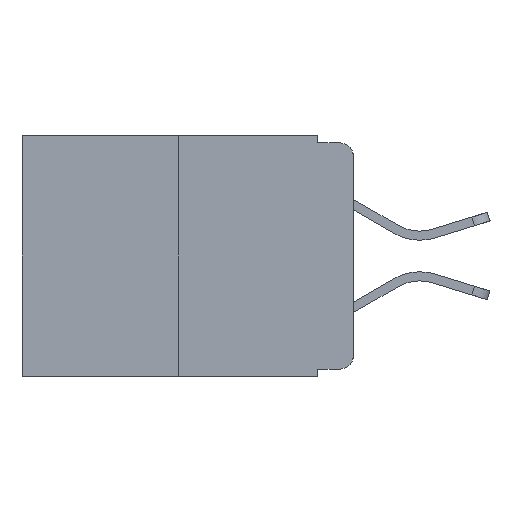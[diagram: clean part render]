
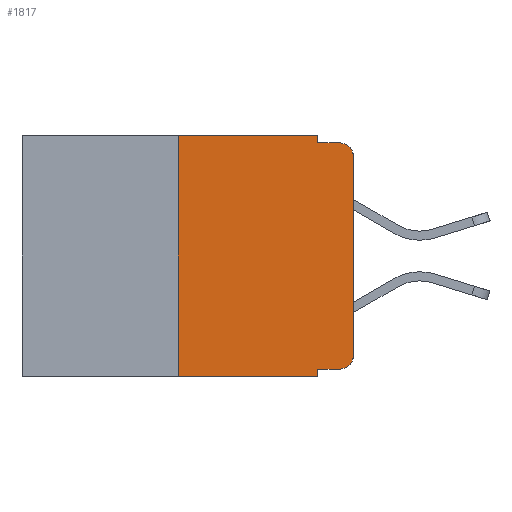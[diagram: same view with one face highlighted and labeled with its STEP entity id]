
A CAD part, left-side view. The second image highlights one B-rep face of the part: STEP entity #1817.
In plain terms, the highlighted planar face has unit normal (-1, 0, 0).
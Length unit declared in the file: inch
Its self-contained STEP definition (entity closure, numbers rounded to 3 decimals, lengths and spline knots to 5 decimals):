
#363 = CARTESIAN_POINT ( 'NONE',  ( 0., 0.051, 0. ) ) ;
#471 = LINE ( 'NONE', #3552, #11856 ) ;
#530 = CARTESIAN_POINT ( 'NONE',  ( 0., 0., -0.03 ) ) ;
#600 = CARTESIAN_POINT ( 'NONE',  ( 0., 0.25, 0. ) ) ;
#630 = ORIENTED_EDGE ( 'NONE', *, *, #14318, .F. ) ;
#717 = CARTESIAN_POINT ( 'NONE',  ( 0., 0.02, -0.333 ) ) ;
#797 = EDGE_CURVE ( 'NONE', #7412, #13657, #1897, .T. ) ;
#1051 = DIRECTION ( 'NONE',  ( 0., 0., -1. ) ) ;
#1525 = VERTEX_POINT ( 'NONE', #11092 ) ;
#1692 = EDGE_CURVE ( 'NONE', #13657, #8264, #8489, .T. ) ;
#1817 = ADVANCED_FACE ( 'NONE', ( #7045 ), #10123, .F. ) ;
#1897 = LINE ( 'NONE', #5196, #13250 ) ;
#1906 = CARTESIAN_POINT ( 'NONE',  ( 0., 0.051, -0.333 ) ) ;
#2053 = ORIENTED_EDGE ( 'NONE', *, *, #797, .F. ) ;
#2515 = EDGE_CURVE ( 'NONE', #11357, #8264, #8432, .T. ) ;
#3028 = CARTESIAN_POINT ( 'NONE',  ( 0., 0.02, -0.313 ) ) ;
#3337 = EDGE_CURVE ( 'NONE', #12671, #11357, #13771, .T. ) ;
#3487 = CARTESIAN_POINT ( 'NONE',  ( 0., 0.25, 0. ) ) ;
#3490 = DIRECTION ( 'NONE',  ( 1., 0., 0. ) ) ;
#3552 = CARTESIAN_POINT ( 'NONE',  ( 0., 0.051, 0. ) ) ;
#4226 = DIRECTION ( 'NONE',  ( 0., 0., -1. ) ) ;
#4295 = ORIENTED_EDGE ( 'NONE', *, *, #2515, .T. ) ;
#4564 = CARTESIAN_POINT ( 'NONE',  ( 0., 0.02, -0.01 ) ) ;
#4597 = EDGE_CURVE ( 'NONE', #14186, #1525, #12269, .T. ) ;
#5012 = DIRECTION ( 'NONE',  ( -1., 0., 0. ) ) ;
#5039 = CARTESIAN_POINT ( 'NONE',  ( 0., 0.473, -0.343 ) ) ;
#5196 = CARTESIAN_POINT ( 'NONE',  ( 0., 0.051, 0. ) ) ;
#5233 = VECTOR ( 'NONE', #10842, 39.37008 ) ;
#5284 = VECTOR ( 'NONE', #7832, 39.37008 ) ;
#5414 = DIRECTION ( 'NONE',  ( 0., 0., 1. ) ) ;
#5426 = ORIENTED_EDGE ( 'NONE', *, *, #13722, .F. ) ;
#5704 = CARTESIAN_POINT ( 'NONE',  ( 0., 0.051, -0.01 ) ) ;
#6260 = VERTEX_POINT ( 'NONE', #1906 ) ;
#6533 = VECTOR ( 'NONE', #11567, 39.37008 ) ;
#6667 = AXIS2_PLACEMENT_3D ( 'NONE', #11537, #5012, #12528 ) ;
#6710 = CARTESIAN_POINT ( 'NONE',  ( 0., 0., 0. ) ) ;
#7045 = FACE_OUTER_BOUND ( 'NONE', #11963, .T. ) ;
#7232 = ORIENTED_EDGE ( 'NONE', *, *, #14398, .F. ) ;
#7237 = ORIENTED_EDGE ( 'NONE', *, *, #12379, .T. ) ;
#7280 = ORIENTED_EDGE ( 'NONE', *, *, #13063, .T. ) ;
#7412 = VERTEX_POINT ( 'NONE', #363 ) ;
#7576 = VERTEX_POINT ( 'NONE', #717 ) ;
#7664 = CIRCLE ( 'NONE', #7891, 0.02 ) ;
#7689 = VERTEX_POINT ( 'NONE', #3487 ) ;
#7800 = VECTOR ( 'NONE', #5414, 39.37008 ) ;
#7832 = DIRECTION ( 'NONE',  ( 0., 0., 1. ) ) ;
#7891 = AXIS2_PLACEMENT_3D ( 'NONE', #3028, #10830, #4226 ) ;
#7896 = CARTESIAN_POINT ( 'NONE',  ( 0., 0., -0.313 ) ) ;
#8168 = LINE ( 'NONE', #9761, #5233 ) ;
#8264 = VERTEX_POINT ( 'NONE', #4564 ) ;
#8350 = CARTESIAN_POINT ( 'NONE',  ( 0., 0.051, -0.333 ) ) ;
#8432 = CIRCLE ( 'NONE', #6667, 0.02 ) ;
#8489 = LINE ( 'NONE', #9941, #13682 ) ;
#9401 = DIRECTION ( 'NONE',  ( 0., 0., -1. ) ) ;
#9761 = CARTESIAN_POINT ( 'NONE',  ( 0., 0.473, 0. ) ) ;
#9839 = ORIENTED_EDGE ( 'NONE', *, *, #3337, .T. ) ;
#9941 = CARTESIAN_POINT ( 'NONE',  ( 0., 0.051, -0.01 ) ) ;
#10123 = PLANE ( 'NONE',  #11595 ) ;
#10830 = DIRECTION ( 'NONE',  ( -1., 0., 0. ) ) ;
#10842 = DIRECTION ( 'NONE',  ( 0., -1., 0. ) ) ;
#11026 = DIRECTION ( 'NONE',  ( 0., -1., 0. ) ) ;
#11068 = LINE ( 'NONE', #600, #7800 ) ;
#11092 = CARTESIAN_POINT ( 'NONE',  ( 0., 0.051, -0.343 ) ) ;
#11198 = DIRECTION ( 'NONE',  ( 0., 0., -1. ) ) ;
#11240 = LINE ( 'NONE', #8350, #13588 ) ;
#11357 = VERTEX_POINT ( 'NONE', #530 ) ;
#11535 = DIRECTION ( 'NONE',  ( 0., -1., 0. ) ) ;
#11537 = CARTESIAN_POINT ( 'NONE',  ( 0., 0.02, -0.03 ) ) ;
#11567 = DIRECTION ( 'NONE',  ( 0., -1., 0. ) ) ;
#11595 = AXIS2_PLACEMENT_3D ( 'NONE', #13185, #3490, #11198 ) ;
#11856 = VECTOR ( 'NONE', #1051, 39.37008 ) ;
#11963 = EDGE_LOOP ( 'NONE', ( #9839, #4295, #12739, #2053, #630, #7232, #14370, #5426, #7280, #7237 ) ) ;
#12269 = LINE ( 'NONE', #5039, #6533 ) ;
#12379 = EDGE_CURVE ( 'NONE', #7576, #12671, #7664, .T. ) ;
#12528 = DIRECTION ( 'NONE',  ( 0., 0., -1. ) ) ;
#12671 = VERTEX_POINT ( 'NONE', #7896 ) ;
#12687 = CARTESIAN_POINT ( 'NONE',  ( 0., 0.25, -0.343 ) ) ;
#12739 = ORIENTED_EDGE ( 'NONE', *, *, #1692, .F. ) ;
#13063 = EDGE_CURVE ( 'NONE', #6260, #7576, #11240, .T. ) ;
#13185 = CARTESIAN_POINT ( 'NONE',  ( 0., 0.473, 0. ) ) ;
#13250 = VECTOR ( 'NONE', #9401, 39.37008 ) ;
#13588 = VECTOR ( 'NONE', #11535, 39.37008 ) ;
#13657 = VERTEX_POINT ( 'NONE', #5704 ) ;
#13682 = VECTOR ( 'NONE', #11026, 39.37008 ) ;
#13722 = EDGE_CURVE ( 'NONE', #6260, #1525, #471, .T. ) ;
#13771 = LINE ( 'NONE', #6710, #5284 ) ;
#14186 = VERTEX_POINT ( 'NONE', #12687 ) ;
#14318 = EDGE_CURVE ( 'NONE', #7689, #7412, #8168, .T. ) ;
#14370 = ORIENTED_EDGE ( 'NONE', *, *, #4597, .T. ) ;
#14398 = EDGE_CURVE ( 'NONE', #14186, #7689, #11068, .T. ) ;
